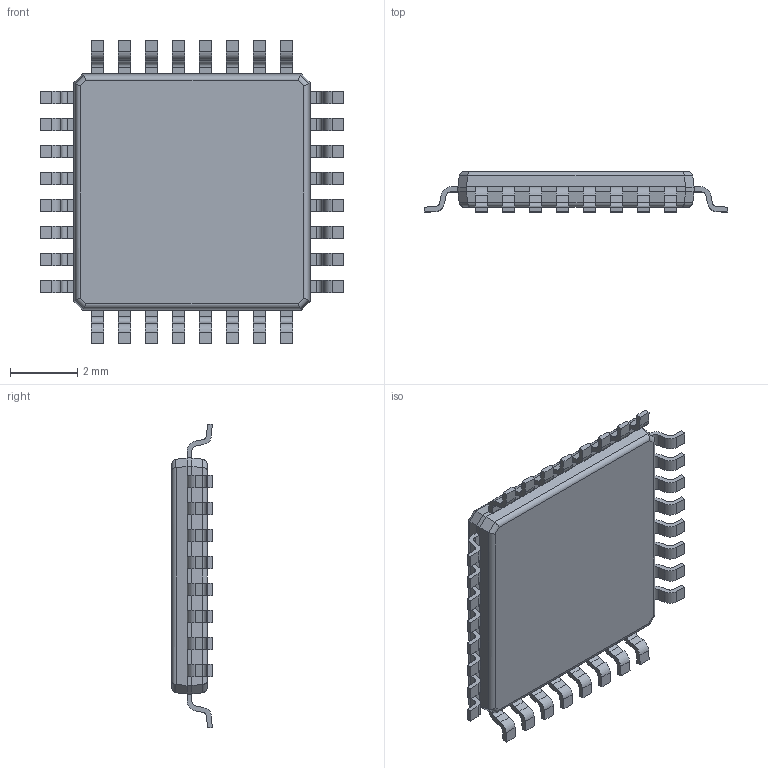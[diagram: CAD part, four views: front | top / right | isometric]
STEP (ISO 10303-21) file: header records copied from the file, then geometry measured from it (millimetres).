
FILE_DESCRIPTION (( 'STEP AP214' ), '1' );
FILE_NAME ('ATMEGA88PA-15AZ.STEP', '2024-11-24T16:21:34', ( '' ), ( '' ), 'SwSTEP 2.0', 'SolidWorks 2023', '' );
FILE_SCHEMA (( 'AUTOMOTIVE_DESIGN' ));
Length unit declared in the file: millimetre
Products named in the file (1): ATMEGA88PA-15AZ
Bounding box: 9 x 1.2 x 9 mm (x, y, z)
Volume: 52.8 mm3; surface area: 170.2 mm2
Topology: 34 solids, 34 shells, 497 faces, 1284 edges, 856 vertices
Faces by surface type: plane 349, cylinder 148
Entity records: 20869 total; most frequent: CARTESIAN_POINT 2734, ORIENTED_EDGE 2568, DIRECTION 2512, EDGE_CURVE 1284, LINE 988, VECTOR 988, VERTEX_POINT 856, AXIS2_PLACEMENT_3D 762
